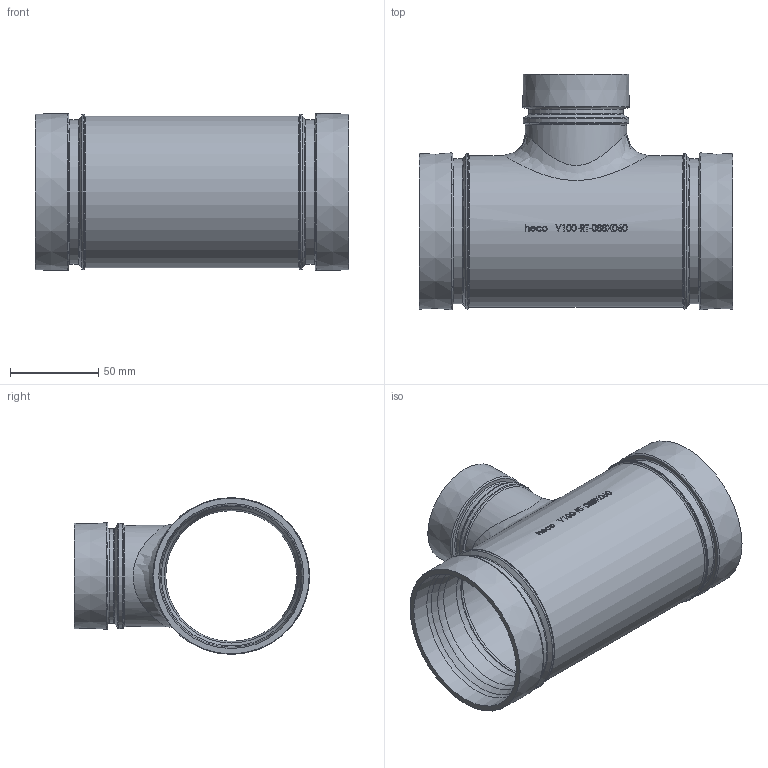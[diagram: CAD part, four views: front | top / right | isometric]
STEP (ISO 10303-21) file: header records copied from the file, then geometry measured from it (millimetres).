
FILE_DESCRIPTION (( 'STEP AP214' ), '1' );
FILE_NAME ('V100-RT-088X060-x Typ E493 DN80x50 300x200 Ø88,9x60,3 1812.STEP', '2018-12-14T10:54:27', ( '' ), ( '' ), 'SwSTEP 2.0', 'SolidWorks 2016', '' );
FILE_SCHEMA (( 'AUTOMOTIVE_DESIGN' ));
Length unit declared in the file: inch
Products named in the file (1): V100-RT-088X060-x Typ E493 DN80x50 300x200 Ø88,9x60,3 1812
Bounding box: 177.8 x 133.34 x 88.87 mm (x, y, z)
Volume: 212949 mm3; surface area: 110424.3 mm2
Topology: 1 solids, 1 shells, 294 faces, 723 edges, 467 vertices
Faces by surface type: bspline 152, plane 52, cylinder 45, torus 30, cone 15
Full cylindrical faces by diameter (mm): 45.364 x1, 50.47 x1, 53.34 x1, 57.277 x1, 59.563 x1, 74.143 x2, 79.045 x1, 82.118 x2, 85.852 x1, 88.138 x2
Entity records: 34935 total; most frequent: CARTESIAN_POINT 26742, ORIENTED_EDGE 1310, EDGE_CURVE 655, DIRECTION 571, B_SPLINE_CURVE_WITH_KNOTS 469, VERTEX_POINT 459, EDGE_LOOP 394, FACE_OUTER_BOUND 339
